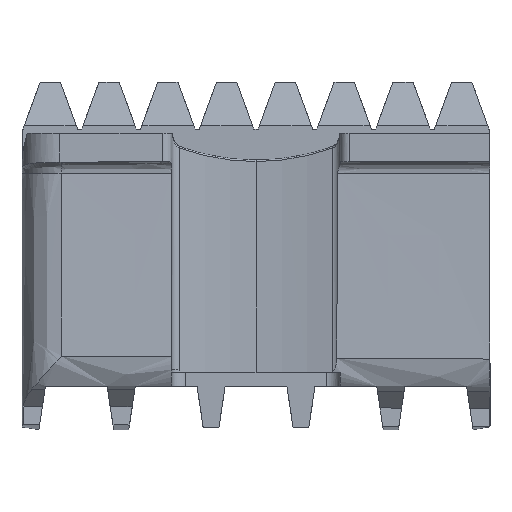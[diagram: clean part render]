
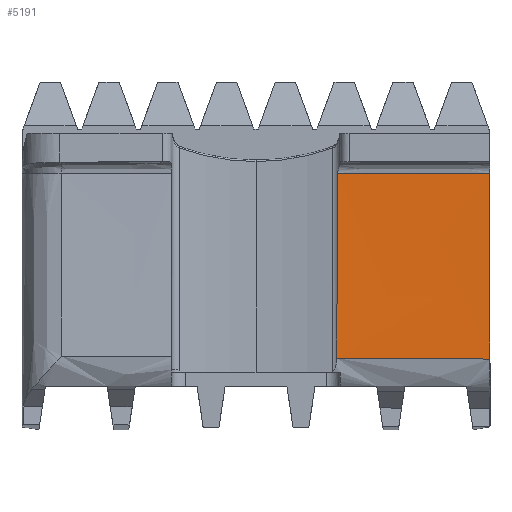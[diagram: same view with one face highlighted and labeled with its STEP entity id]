
A CAD part, top view. The second image highlights one B-rep face of the part: STEP entity #5191.
In plain terms, the highlighted free-form (B-spline) face has degree [3, 3] with [4, 4] control points.
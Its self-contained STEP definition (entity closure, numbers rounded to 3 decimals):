
#176 = B_SPLINE_CURVE_WITH_KNOTS ( 'NONE', 3,
 ( #9393, #8743, #12247, #2833, #4948, #6421, #12175, #7567, #14592, #10005 ),
 .UNSPECIFIED., .F., .F.,
 ( 4, 3, 3, 4 ),
 ( 0., 0.003, 0.013, 0.016 ),
 .UNSPECIFIED. ) ;
#257 = CARTESIAN_POINT ( 'NONE',  ( 59.375, -0.359, 9.178 ) ) ;
#406 = CARTESIAN_POINT ( 'NONE',  ( 59.375, 66.271, 11.388 ) ) ;
#435 = CARTESIAN_POINT ( 'NONE',  ( 8.66, 8.474, 12.057 ) ) ;
#511 = CARTESIAN_POINT ( 'NONE',  ( 8.702, 17.04, 12.095 ) ) ;
#699 = ORIENTED_EDGE ( 'NONE', *, *, #9789, .T. ) ;
#1122 = CARTESIAN_POINT ( 'NONE',  ( 25., 15.114, 11.315 ) ) ;
#1410 = CARTESIAN_POINT ( 'NONE',  ( -59.375, 0.469, 15.809 ) ) ;
#1636 = CARTESIAN_POINT ( 'NONE',  ( -19.792, 66.827, 12.861 ) ) ;
#1665 = CARTESIAN_POINT ( 'NONE',  ( 8.643, 5.242, 12.042 ) ) ;
#2035 = VERTEX_POINT ( 'NONE', #3812 ) ;
#2417 = CARTESIAN_POINT ( 'NONE',  ( -59.375, 200.359, 9.178 ) ) ;
#2671 = B_SPLINE_SURFACE_WITH_KNOTS ( 'NONE', 3, 3, ( 
 ( #2417, #6312, #11219, #2725 ),
 ( #7535, #8561, #7608, #10908 ),
 ( #4911, #1636, #11060, #406 ),
 ( #1410, #3752, #6385, #257 ) ),
 .UNSPECIFIED., .F., .F., .F.,
 ( 4, 4 ),
 ( 4, 4 ),
 ( -0.2, 0. ),
 ( 0., 0.119 ),
 .UNSPECIFIED. ) ;
#2725 = CARTESIAN_POINT ( 'NONE',  ( 59.375, 199.531, 15.809 ) ) ;
#2755 = VERTEX_POINT ( 'NONE', #6408 ) ;
#2833 = CARTESIAN_POINT ( 'NONE',  ( 22.402, 21.716, 11.52 ) ) ;
#2906 = CARTESIAN_POINT ( 'NONE',  ( 8.723, 21.706, 12.117 ) ) ;
#3688 = ORIENTED_EDGE ( 'NONE', *, *, #3996, .T. ) ;
#3752 = CARTESIAN_POINT ( 'NONE',  ( -19.792, 0.119, 13.608 ) ) ;
#3812 = CARTESIAN_POINT ( 'NONE',  ( 8.723, 21.706, 12.117 ) ) ;
#3867 = EDGE_CURVE ( 'NONE', #2755, #2035, #176, .T. ) ;
#3996 = EDGE_CURVE ( 'NONE', #10312, #12877, #11816, .T. ) ;
#4911 = CARTESIAN_POINT ( 'NONE',  ( -59.375, 67.099, 13.598 ) ) ;
#4948 = CARTESIAN_POINT ( 'NONE',  ( 18.939, 21.714, 11.671 ) ) ;
#5191 = ADVANCED_FACE ( 'NONE', ( #13079 ), #2671, .T. ) ;
#5253 = CARTESIAN_POINT ( 'NONE',  ( 8.625, 2.01, 12.028 ) ) ;
#5638 = CARTESIAN_POINT ( 'NONE',  ( 19.542, 1.938, 11.43 ) ) ;
#5801 = ORIENTED_EDGE ( 'NONE', *, *, #3867, .T. ) ;
#5912 = B_SPLINE_CURVE_WITH_KNOTS ( 'NONE', 3,
 ( #12867, #6942, #1122, #7011 ),
 .UNSPECIFIED., .F., .F.,
 ( 4, 4 ),
 ( 0.002, 0.022 ),
 .UNSPECIFIED. ) ;
#6312 = CARTESIAN_POINT ( 'NONE',  ( -19.792, 200.157, 11.396 ) ) ;
#6385 = CARTESIAN_POINT ( 'NONE',  ( 19.792, -0.157, 11.396 ) ) ;
#6408 = CARTESIAN_POINT ( 'NONE',  ( 25., 21.718, 11.407 ) ) ;
#6421 = CARTESIAN_POINT ( 'NONE',  ( 15.476, 21.711, 11.822 ) ) ;
#6721 = CARTESIAN_POINT ( 'NONE',  ( 8.625, 2.01, 12.028 ) ) ;
#6942 = CARTESIAN_POINT ( 'NONE',  ( 25., 8.509, 11.223 ) ) ;
#7011 = CARTESIAN_POINT ( 'NONE',  ( 25., 21.718, 11.407 ) ) ;
#7493 = CARTESIAN_POINT ( 'NONE',  ( 8.689, 14.373, 12.083 ) ) ;
#7535 = CARTESIAN_POINT ( 'NONE',  ( -59.375, 133.729, 11.388 ) ) ;
#7567 = CARTESIAN_POINT ( 'NONE',  ( 10.916, 21.708, 12.021 ) ) ;
#7608 = CARTESIAN_POINT ( 'NONE',  ( 19.792, 133.174, 12.861 ) ) ;
#7632 = CARTESIAN_POINT ( 'NONE',  ( 8.676, 11.706, 12.071 ) ) ;
#7969 = CARTESIAN_POINT ( 'NONE',  ( 14.084, 1.974, 11.729 ) ) ;
#8561 = CARTESIAN_POINT ( 'NONE',  ( -19.792, 133.449, 12.126 ) ) ;
#8664 = CARTESIAN_POINT ( 'NONE',  ( 8.72, 21.04, 12.114 ) ) ;
#8743 = CARTESIAN_POINT ( 'NONE',  ( 24.134, 21.717, 11.444 ) ) ;
#9393 = CARTESIAN_POINT ( 'NONE',  ( 25., 21.718, 11.407 ) ) ;
#9789 = EDGE_CURVE ( 'NONE', #12877, #2755, #5912, .T. ) ;
#10005 = CARTESIAN_POINT ( 'NONE',  ( 8.723, 21.706, 12.117 ) ) ;
#10312 = VERTEX_POINT ( 'NONE', #12494 ) ;
#10749 = ORIENTED_EDGE ( 'NONE', *, *, #13466, .T. ) ;
#10908 = CARTESIAN_POINT ( 'NONE',  ( 59.375, 132.901, 13.598 ) ) ;
#11060 = CARTESIAN_POINT ( 'NONE',  ( 19.792, 66.55, 12.126 ) ) ;
#11166 = CARTESIAN_POINT ( 'NONE',  ( 8.714, 19.706, 12.108 ) ) ;
#11192 = B_SPLINE_CURVE_WITH_KNOTS ( 'NONE', 3,
 ( #2906, #8664, #12394, #11166, #511, #7493, #7632, #435, #1665, #5253 ),
 .UNSPECIFIED., .F., .F.,
 ( 4, 3, 3, 4 ),
 ( 0., 0.002, 0.01, 0.02 ),
 .UNSPECIFIED. ) ;
#11219 = CARTESIAN_POINT ( 'NONE',  ( 19.792, 199.88, 13.608 ) ) ;
#11816 = B_SPLINE_CURVE_WITH_KNOTS ( 'NONE', 3,
 ( #6721, #7969, #5638, #14908 ),
 .UNSPECIFIED., .F., .F.,
 ( 4, 4 ),
 ( 0.029, 0.046 ),
 .UNSPECIFIED. ) ;
#12175 = CARTESIAN_POINT ( 'NONE',  ( 12.012, 21.709, 11.973 ) ) ;
#12247 = CARTESIAN_POINT ( 'NONE',  ( 23.268, 21.717, 11.482 ) ) ;
#12280 = CARTESIAN_POINT ( 'NONE',  ( 25., 1.904, 11.131 ) ) ;
#12394 = CARTESIAN_POINT ( 'NONE',  ( 8.717, 20.373, 12.111 ) ) ;
#12494 = CARTESIAN_POINT ( 'NONE',  ( 8.625, 2.01, 12.028 ) ) ;
#12867 = CARTESIAN_POINT ( 'NONE',  ( 25., 1.904, 11.131 ) ) ;
#12877 = VERTEX_POINT ( 'NONE', #12280 ) ;
#13003 = EDGE_LOOP ( 'NONE', ( #5801, #10749, #3688, #699 ) ) ;
#13079 = FACE_OUTER_BOUND ( 'NONE', #13003, .T. ) ;
#13466 = EDGE_CURVE ( 'NONE', #2035, #10312, #11192, .T. ) ;
#14592 = CARTESIAN_POINT ( 'NONE',  ( 9.819, 21.707, 12.069 ) ) ;
#14908 = CARTESIAN_POINT ( 'NONE',  ( 25., 1.904, 11.131 ) ) ;
